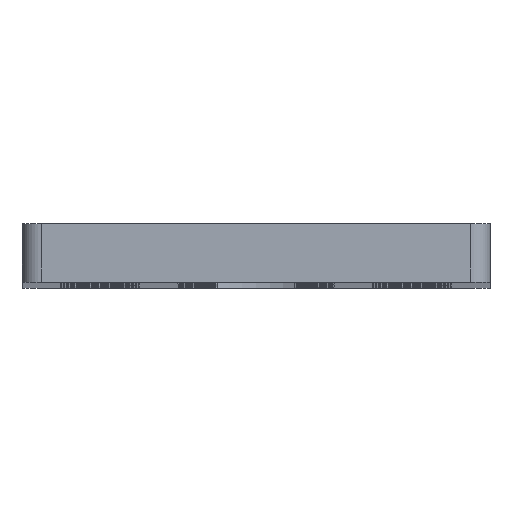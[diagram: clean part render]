
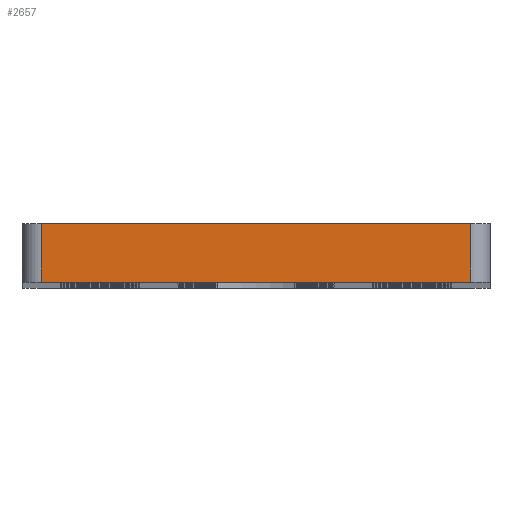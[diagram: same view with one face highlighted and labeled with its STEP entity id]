
A CAD part, top view. The second image highlights one B-rep face of the part: STEP entity #2657.
In plain terms, the highlighted planar face has unit normal (0, 0, 1).
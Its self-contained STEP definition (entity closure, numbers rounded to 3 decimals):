
#92 = VERTEX_POINT ( 'NONE', #2631 ) ;
#345 = VECTOR ( 'NONE', #1279, 1000. ) ;
#466 = CARTESIAN_POINT ( 'NONE',  ( 11., 3., 92. ) ) ;
#496 = DIRECTION ( 'NONE',  ( -1., 0., 0. ) ) ;
#506 = LINE ( 'NONE', #2198, #345 ) ;
#545 = VERTEX_POINT ( 'NONE', #3413 ) ;
#616 = EDGE_CURVE ( 'NONE', #2228, #545, #2304, .T. ) ;
#643 = EDGE_CURVE ( 'NONE', #92, #1923, #3448, .T. ) ;
#696 = VECTOR ( 'NONE', #2619, 1000. ) ;
#740 = DIRECTION ( 'NONE',  ( 0., 0., -1. ) ) ;
#812 = EDGE_CURVE ( 'NONE', #545, #1923, #506, .T. ) ;
#927 = EDGE_LOOP ( 'NONE', ( #2043, #2866, #1584, #966 ) ) ;
#966 = ORIENTED_EDGE ( 'NONE', *, *, #2483, .T. ) ;
#1279 = DIRECTION ( 'NONE',  ( 0., 1., 0. ) ) ;
#1584 = ORIENTED_EDGE ( 'NONE', *, *, #643, .F. ) ;
#1734 = AXIS2_PLACEMENT_3D ( 'NONE', #3300, #740, #496 ) ;
#1923 = VERTEX_POINT ( 'NONE', #466 ) ;
#2043 = ORIENTED_EDGE ( 'NONE', *, *, #616, .T. ) ;
#2089 = VECTOR ( 'NONE', #2544, 1000. ) ;
#2192 = FACE_OUTER_BOUND ( 'NONE', #927, .T. ) ;
#2198 = CARTESIAN_POINT ( 'NONE',  ( 11., 3., 92. ) ) ;
#2228 = VERTEX_POINT ( 'NONE', #2803 ) ;
#2304 = LINE ( 'NONE', #2818, #2089 ) ;
#2483 = EDGE_CURVE ( 'NONE', #92, #2228, #2991, .T. ) ;
#2544 = DIRECTION ( 'NONE',  ( 1., 0., 0. ) ) ;
#2619 = DIRECTION ( 'NONE',  ( 1., 0., 0. ) ) ;
#2631 = CARTESIAN_POINT ( 'NONE',  ( -11., 3., 92. ) ) ;
#2644 = DIRECTION ( 'NONE',  ( 0., -1., 0. ) ) ;
#2657 = ADVANCED_FACE ( 'NONE', ( #2192 ), #3063, .F. ) ;
#2689 = VECTOR ( 'NONE', #2644, 1000. ) ;
#2803 = CARTESIAN_POINT ( 'NONE',  ( -11., 0., 92. ) ) ;
#2818 = CARTESIAN_POINT ( 'NONE',  ( 12., 0., 92. ) ) ;
#2848 = CARTESIAN_POINT ( 'NONE',  ( 12., 3., 92. ) ) ;
#2866 = ORIENTED_EDGE ( 'NONE', *, *, #812, .T. ) ;
#2991 = LINE ( 'NONE', #3211, #2689 ) ;
#3063 = PLANE ( 'NONE',  #1734 ) ;
#3211 = CARTESIAN_POINT ( 'NONE',  ( -11., 3., 92. ) ) ;
#3300 = CARTESIAN_POINT ( 'NONE',  ( 12., 3., 92. ) ) ;
#3413 = CARTESIAN_POINT ( 'NONE',  ( 11., 0., 92. ) ) ;
#3448 = LINE ( 'NONE', #2848, #696 ) ;
